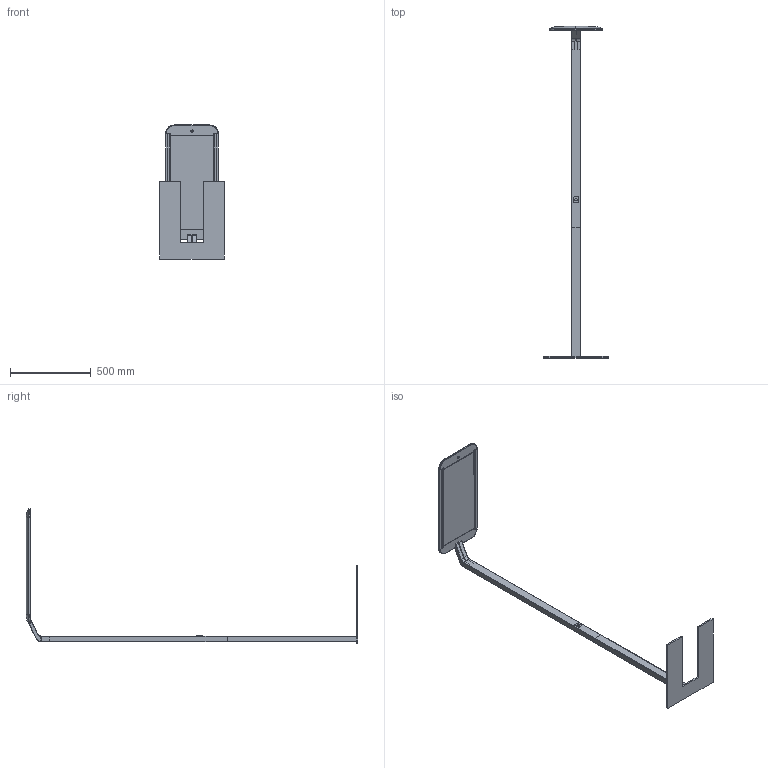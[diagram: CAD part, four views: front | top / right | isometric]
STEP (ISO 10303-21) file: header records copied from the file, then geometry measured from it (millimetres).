
FILE_DESCRIPTION (( 'STEP AP214' ), '1' );
FILE_NAME ('FLOOR-HOME-OFFICE.STEP', '2023-03-31T08:15:27', ( '' ), ( '' ), 'SwSTEP 2.0', 'SolidWorks 2020', '' );
FILE_SCHEMA (( 'AUTOMOTIVE_DESIGN' ));
Length unit declared in the file: millimetre
Products named in the file (1): FLOOR-HOME-OFFICE
Bounding box: 400 x 2054.5 x 830.1 mm (x, y, z)
Volume: 3139055 mm3; surface area: 2352409.7 mm2
Topology: 17 solids, 17 shells, 320 faces, 894 edges, 603 vertices
Faces by surface type: plane 199, bspline 67, cylinder 41, torus 5, sphere 4, cone 4
Entity records: 61361 total; most frequent: CARTESIAN_POINT 50124, ORIENTED_EDGE 1776, DIRECTION 1217, EDGE_CURVE 888, VERTEX_POINT 602, VECTOR 533, LINE 533, AXIS2_PLACEMENT_3D 342
